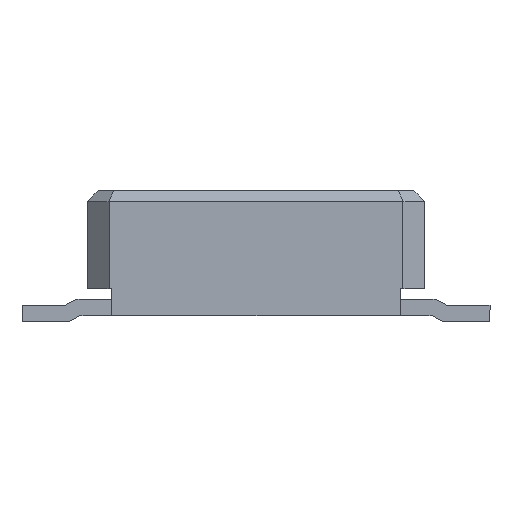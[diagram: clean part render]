
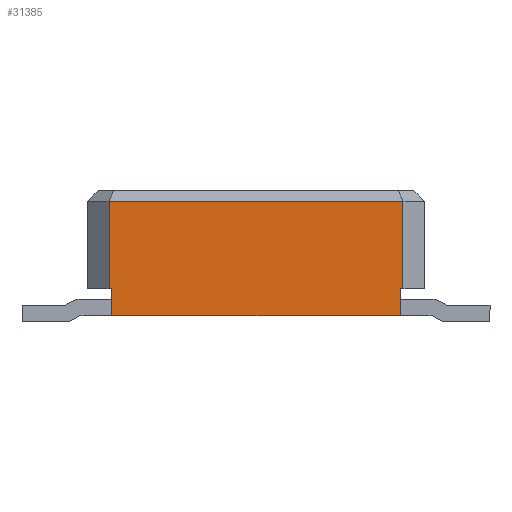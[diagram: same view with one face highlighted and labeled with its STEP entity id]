
A CAD part, front view. The second image highlights one B-rep face of the part: STEP entity #31385.
In plain terms, the highlighted face is planar.
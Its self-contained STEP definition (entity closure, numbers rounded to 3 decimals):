
#2812=ORIENTED_EDGE('',*,*,#9094,.T.);
#2813=ORIENTED_EDGE('',*,*,#9048,.T.);
#2814=ORIENTED_EDGE('',*,*,#9087,.T.);
#2815=ORIENTED_EDGE('',*,*,#9124,.T.);
#2816=ORIENTED_EDGE('',*,*,#9206,.T.);
#2817=ORIENTED_EDGE('',*,*,#9207,.T.);
#2818=ORIENTED_EDGE('',*,*,#9169,.T.);
#2819=ORIENTED_EDGE('',*,*,#9155,.T.);
#9048=EDGE_CURVE('',#12250,#12254,#14236,.T.);
#9087=EDGE_CURVE('',#12254,#12282,#14275,.T.);
#9094=EDGE_CURVE('',#12287,#12250,#14282,.T.);
#9124=EDGE_CURVE('',#12282,#12290,#14312,.T.);
#9155=EDGE_CURVE('',#12292,#12287,#14343,.T.);
#9169=EDGE_CURVE('',#12293,#12292,#14357,.T.);
#9206=EDGE_CURVE('',#12290,#12295,#14394,.T.);
#9207=EDGE_CURVE('',#12295,#12293,#14395,.T.);
#12250=VERTEX_POINT('',#43644);
#12254=VERTEX_POINT('',#43656);
#12282=VERTEX_POINT('',#43737);
#12287=VERTEX_POINT('',#43751);
#12290=VERTEX_POINT('',#43785);
#12292=VERTEX_POINT('',#43820);
#12293=VERTEX_POINT('',#43834);
#12295=VERTEX_POINT('',#43881);
#14236=LINE('',#43658,#17148);
#14275=LINE('',#43736,#17187);
#14282=LINE('',#43750,#17194);
#14312=LINE('',#43786,#17224);
#14343=LINE('',#43819,#17255);
#14357=LINE('',#43836,#17269);
#14394=LINE('',#43880,#17306);
#14395=LINE('',#43882,#17307);
#17148=VECTOR('',#36576,1000.);
#17187=VECTOR('',#36641,1000.);
#17194=VECTOR('',#36652,1000.);
#17224=VECTOR('',#36686,1000.);
#17255=VECTOR('',#36719,1000.);
#17269=VECTOR('',#36735,1000.);
#17306=VECTOR('',#36784,1000.);
#17307=VECTOR('',#36785,1000.);
#19172=EDGE_LOOP('',(#2812,#2813,#2814,#2815,#2816,#2817,#2818,#2819));
#20412=FACE_BOUND('',#19172,.T.);
#21651=PLANE('',#32991);
#31385=ADVANCED_FACE('',(#20412),#21651,.T.);
#32991=AXIS2_PLACEMENT_3D('',#43879,#36782,#36783);
#36576=DIRECTION('',(0.,-1.,0.));
#36641=DIRECTION('',(0.,0.,-1.));
#36652=DIRECTION('',(0.,0.,1.));
#36686=DIRECTION('',(0.,1.,0.));
#36719=DIRECTION('',(0.,1.,0.));
#36735=DIRECTION('',(0.,0.,1.));
#36782=DIRECTION('',(1.,0.,0.));
#36783=DIRECTION('',(0.,1.,0.));
#36784=DIRECTION('',(0.,0.,-1.));
#36785=DIRECTION('',(0.,1.,0.));
#43644=CARTESIAN_POINT('',(4.5,1.35,0.475));
#43656=CARTESIAN_POINT('',(4.5,-1.35,0.475));
#43658=CARTESIAN_POINT('',(4.5,-1.35,0.475));
#43736=CARTESIAN_POINT('',(4.5,-1.35,-0.325));
#43737=CARTESIAN_POINT('',(4.5,-1.35,-0.325));
#43750=CARTESIAN_POINT('',(4.5,1.35,0.575));
#43751=CARTESIAN_POINT('',(4.5,1.35,-0.325));
#43785=CARTESIAN_POINT('',(4.5,-1.325,-0.325));
#43786=CARTESIAN_POINT('',(4.5,-1.55,-0.325));
#43819=CARTESIAN_POINT('',(4.5,1.325,-0.325));
#43820=CARTESIAN_POINT('',(4.5,1.325,-0.325));
#43834=CARTESIAN_POINT('',(4.5,1.325,-0.575));
#43836=CARTESIAN_POINT('',(4.5,1.325,-0.575));
#43879=CARTESIAN_POINT('',(4.5,0.,0.));
#43880=CARTESIAN_POINT('',(4.5,-1.325,-0.325));
#43881=CARTESIAN_POINT('',(4.5,-1.325,-0.575));
#43882=CARTESIAN_POINT('',(4.5,-1.55,-0.575));
